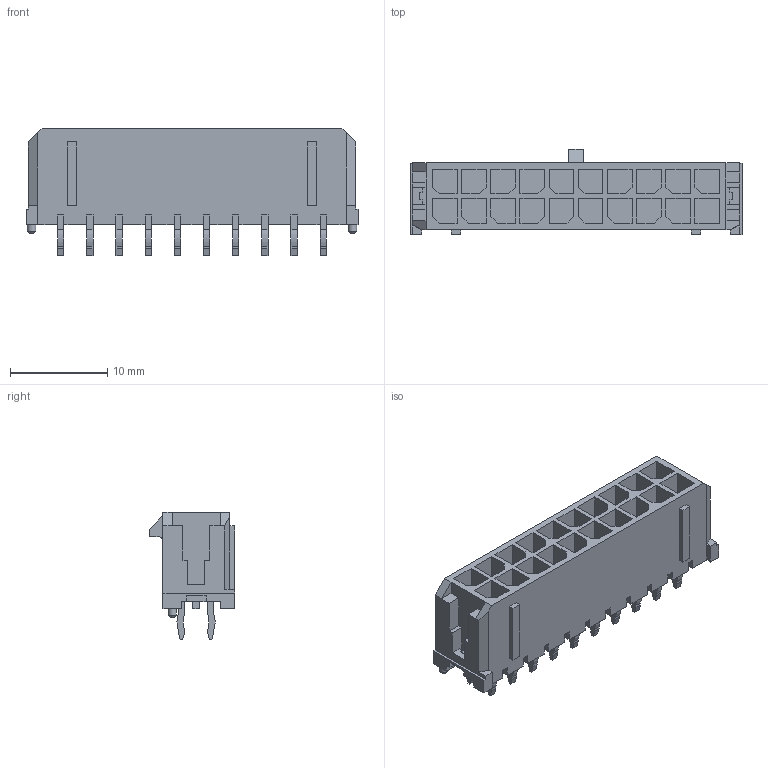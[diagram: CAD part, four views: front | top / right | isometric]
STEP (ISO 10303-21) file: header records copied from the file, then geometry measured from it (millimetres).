
FILE_DESCRIPTION(/* description */ (''),/* implementation_level */ '2;1');
FILE_NAME(/* name */ 'MOLEX_43045-2012.stp',/* time_stamp */ '2015-08-27T11:10:33+02:00',/* author */ ('bcivel'),/* organization */ (''),/* preprocessor_version */ 'ST-DEVELOPER v15.5',/* originating_system */ 'AutoCAD Mechanical',/* authorisation */ '');
FILE_SCHEMA (('AUTOMOTIVE_DESIGN { 1 0 10303 214 3 1 1 }'));
Length unit declared in the file: millimetre
Products named in the file (1): Product
Bounding box: 34.15 x 8.77 x 13.09 mm (x, y, z)
Volume: 1324 mm3; surface area: 2964.9 mm2
Topology: 21 solids, 21 shells, 623 faces, 1614 edges, 1059 vertices
Faces by surface type: plane 578, cylinder 43, cone 2
Full cylindrical faces by diameter (mm): 0.86 x2
Entity records: 18618 total; most frequent: CARTESIAN_POINT 3291, ORIENTED_EDGE 3218, DIRECTION 2945, EDGE_CURVE 1609, LINE 1521, VECTOR 1521, VERTEX_POINT 1058, AXIS2_PLACEMENT_3D 712
